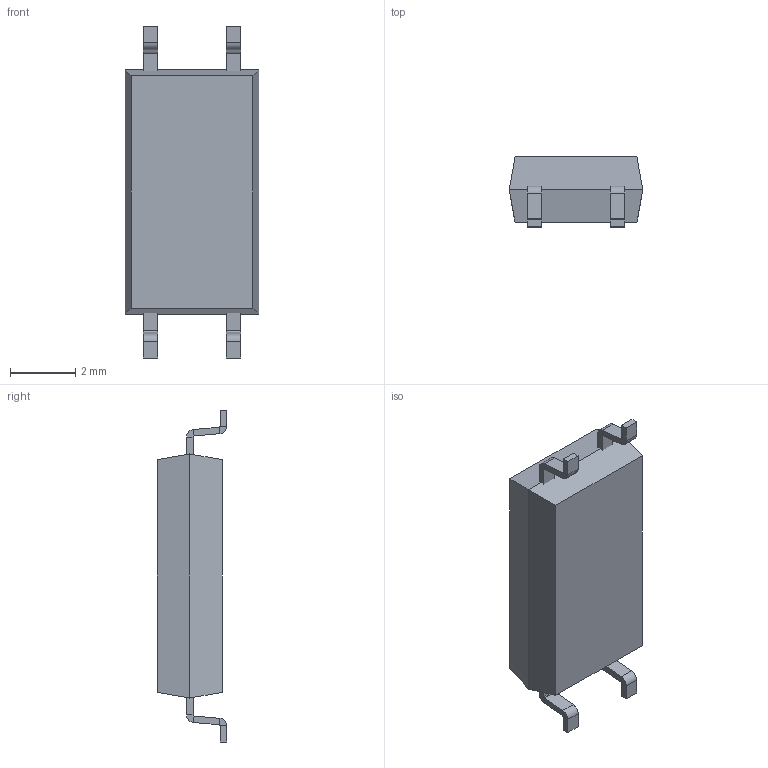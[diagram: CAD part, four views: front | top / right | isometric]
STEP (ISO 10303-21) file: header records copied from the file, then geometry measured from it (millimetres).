
FILE_DESCRIPTION (( 'STEP AP214' ), '1' );
FILE_NAME ('LSOP-4.STEP', '2015-12-12T23:57:05', ( '' ), ( '' ), 'SwSTEP 2.0', 'SolidWorks 2015', '' );
FILE_SCHEMA (( 'AUTOMOTIVE_DESIGN' ));
Length unit declared in the file: millimetre
Products named in the file (2): LSOP-4
Bounding box: 4.1 x 2.14 x 10.2 mm (x, y, z)
Volume: 62 mm3; surface area: 153.3 mm2
Topology: 2 solids, 2 shells, 91 faces, 190 edges, 104 vertices
Faces by surface type: plane 73, cylinder 18
Entity records: 2517 total; most frequent: DIRECTION 412, CARTESIAN_POINT 387, ORIENTED_EDGE 380, EDGE_CURVE 190, LINE 154, VECTOR 154, AXIS2_PLACEMENT_3D 129, VERTEX_POINT 104
